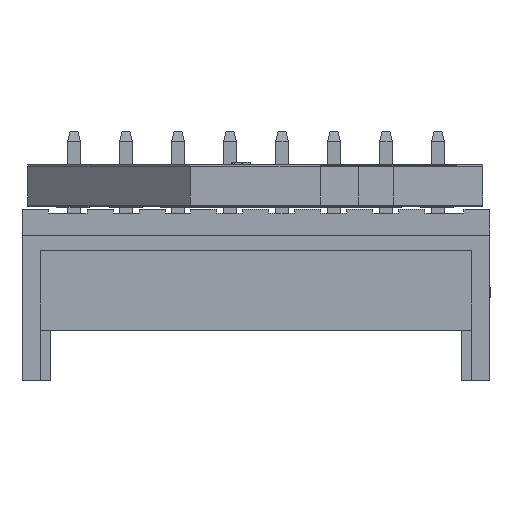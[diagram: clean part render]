
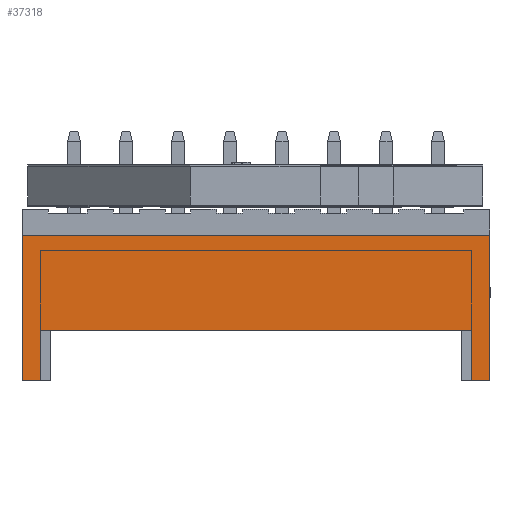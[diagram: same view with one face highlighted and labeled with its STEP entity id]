
A CAD part, front view. The second image highlights one B-rep face of the part: STEP entity #37318.
In plain terms, the highlighted face is planar.
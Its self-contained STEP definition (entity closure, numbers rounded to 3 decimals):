
#2537=PLANE('',#40631);
#4627=FACE_OUTER_BOUND('',#7189,.T.);
#7189=EDGE_LOOP('',(#34519,#34520,#34521,#34522,#34523,#34524,#34525,#34526));
#10602=LINE('',#59974,#14674);
#10870=LINE('',#60512,#14942);
#10894=LINE('',#60563,#14966);
#10898=LINE('',#60568,#14970);
#11198=LINE('',#61192,#15270);
#11238=LINE('',#61274,#15310);
#11251=LINE('',#61292,#15323);
#11256=LINE('',#61300,#15328);
#14674=VECTOR('',#49539,1.);
#14942=VECTOR('',#50007,1.);
#14966=VECTOR('',#50055,1.);
#14970=VECTOR('',#50061,1.);
#15270=VECTOR('',#50685,1.);
#15310=VECTOR('',#50769,1.);
#15323=VECTOR('',#50786,1.);
#15328=VECTOR('',#50795,1.);
#19262=VERTEX_POINT('',#59971);
#19263=VERTEX_POINT('',#59973);
#19432=VERTEX_POINT('',#60509);
#19433=VERTEX_POINT('',#60511);
#19448=VERTEX_POINT('',#60562);
#19610=VERTEX_POINT('',#61190);
#19630=VERTEX_POINT('',#61273);
#19633=VERTEX_POINT('',#61291);
#23990=EDGE_CURVE('',#19263,#19262,#10602,.T.);
#24260=EDGE_CURVE('',#19433,#19432,#10870,.T.);
#24284=EDGE_CURVE('',#19448,#19432,#10894,.T.);
#24288=EDGE_CURVE('',#19263,#19448,#10898,.T.);
#24590=EDGE_CURVE('',#19262,#19610,#11198,.T.);
#24630=EDGE_CURVE('',#19630,#19433,#11238,.T.);
#24643=EDGE_CURVE('',#19630,#19633,#11251,.T.);
#24648=EDGE_CURVE('',#19610,#19633,#11256,.T.);
#34519=ORIENTED_EDGE('',*,*,#23990,.T.);
#34520=ORIENTED_EDGE('',*,*,#24590,.T.);
#34521=ORIENTED_EDGE('',*,*,#24648,.T.);
#34522=ORIENTED_EDGE('',*,*,#24643,.F.);
#34523=ORIENTED_EDGE('',*,*,#24630,.T.);
#34524=ORIENTED_EDGE('',*,*,#24260,.T.);
#34525=ORIENTED_EDGE('',*,*,#24284,.F.);
#34526=ORIENTED_EDGE('',*,*,#24288,.F.);
#37318=ADVANCED_FACE('',(#4627),#2537,.T.);
#40631=AXIS2_PLACEMENT_3D('',#61301,#50796,#50797);
#49539=DIRECTION('',(-1.,0.,0.));
#50007=DIRECTION('',(0.,0.,-1.));
#50055=DIRECTION('',(1.,0.,0.));
#50061=DIRECTION('',(0.,0.,-1.));
#50685=DIRECTION('',(0.,0.,-1.));
#50769=DIRECTION('',(1.,0.,0.));
#50786=DIRECTION('',(0.,0.,-1.));
#50795=DIRECTION('',(-1.,0.,0.));
#50796=DIRECTION('center_axis',(0.,1.,0.));
#50797=DIRECTION('ref_axis',(-1.,0.,0.));
#59971=CARTESIAN_POINT('',(8.478,2.655,1.95));
#59973=CARTESIAN_POINT('',(25.078,2.655,1.95));
#59974=CARTESIAN_POINT('',(32.778,2.655,1.95));
#60509=CARTESIAN_POINT('',(25.778,2.655,0.));
#60511=CARTESIAN_POINT('',(25.778,2.655,5.6));
#60512=CARTESIAN_POINT('',(25.778,2.655,0.));
#60562=CARTESIAN_POINT('',(25.078,2.655,0.));
#60563=CARTESIAN_POINT('',(22.,2.655,0.));
#60568=CARTESIAN_POINT('',(25.078,2.655,0.));
#61190=CARTESIAN_POINT('',(8.478,2.655,0.));
#61192=CARTESIAN_POINT('',(8.478,2.655,0.));
#61273=CARTESIAN_POINT('',(7.778,2.655,5.6));
#61274=CARTESIAN_POINT('',(-6.444,2.655,5.6));
#61291=CARTESIAN_POINT('',(7.778,2.655,0.));
#61292=CARTESIAN_POINT('',(7.778,2.655,0.));
#61300=CARTESIAN_POINT('',(11.556,2.655,0.));
#61301=CARTESIAN_POINT('Origin',(42.335,2.655,2.529));
